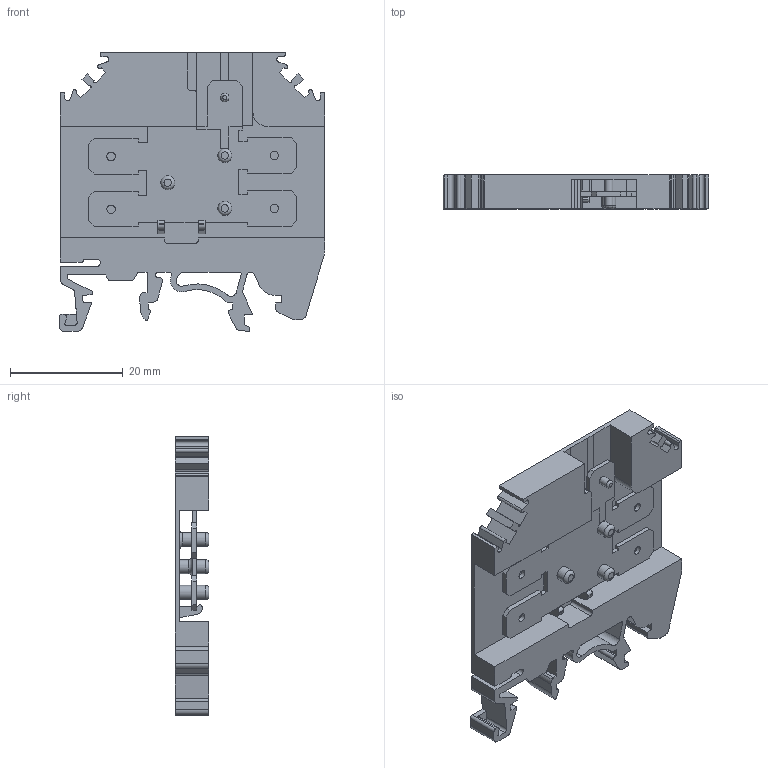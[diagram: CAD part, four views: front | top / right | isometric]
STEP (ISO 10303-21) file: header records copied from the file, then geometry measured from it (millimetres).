
FILE_DESCRIPTION( ( 'Unknown' ), '1' );
FILE_NAME( 'CTC4U.stp', 'Unknown', ( 'Unknown' ), ( 'Unknown' ), 'PSStep 14.0', 'Unknown', ' ' );
FILE_SCHEMA( ( 'AUTOMOTIVE_DESIGN { 1 0 10303 214 1 1 1 1 }' ) );
Length unit declared in the file: millimetre
Products named in the file (1): 1
Bounding box: 47.25 x 6 x 49.56 mm (x, y, z)
Volume: 6212.1 mm3; surface area: 7479.6 mm2
Topology: 1 solids, 1 shells, 276 faces, 817 edges, 540 vertices
Faces by surface type: plane 196, cylinder 74, torus 5, bspline 1
Full cylindrical faces by diameter (mm): 1.5 x6, 2.5 x6
Entity records: 11292 total; most frequent: CARTESIAN_POINT 1640, ORIENTED_EDGE 1580, DIRECTION 1493, EDGE_CURVE 790, LINE 631, VECTOR 631, VERTEX_POINT 530, AXIS2_PLACEMENT_3D 431
